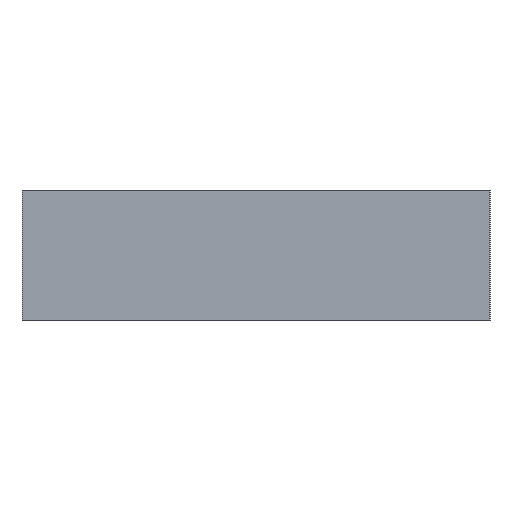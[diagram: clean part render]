
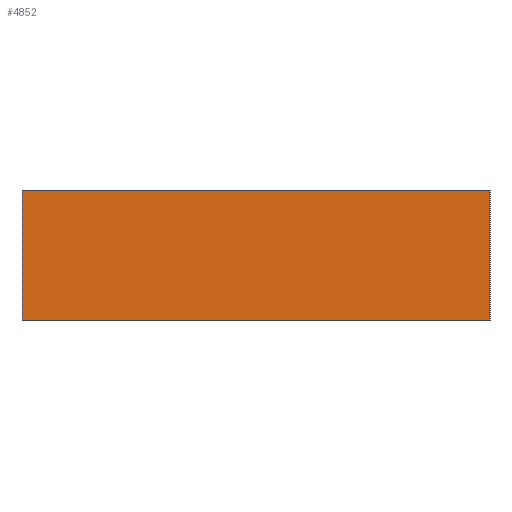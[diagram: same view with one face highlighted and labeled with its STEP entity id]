
A CAD part, left-side view. The second image highlights one B-rep face of the part: STEP entity #4852.
In plain terms, the highlighted planar face has unit normal (-1, 0, 0).
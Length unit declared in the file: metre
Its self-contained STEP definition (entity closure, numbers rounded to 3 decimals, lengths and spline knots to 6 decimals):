
#118=LINE('',#7157,#674);
#254=LINE('',#7527,#810);
#255=LINE('',#7530,#811);
#256=LINE('',#7531,#812);
#674=VECTOR('',#5695,1.);
#810=VECTOR('',#5947,1.);
#811=VECTOR('',#5948,1.);
#812=VECTOR('',#5949,1.);
#1456=ORIENTED_EDGE('',*,*,#2850,.F.);
#1457=ORIENTED_EDGE('',*,*,#2851,.F.);
#1458=ORIENTED_EDGE('',*,*,#2668,.T.);
#1459=ORIENTED_EDGE('',*,*,#2852,.T.);
#2668=EDGE_CURVE('',#3368,#3369,#118,.T.);
#2850=EDGE_CURVE('',#3544,#3545,#254,.T.);
#2851=EDGE_CURVE('',#3368,#3544,#255,.T.);
#2852=EDGE_CURVE('',#3369,#3545,#256,.T.);
#3368=VERTEX_POINT('',#7158);
#3369=VERTEX_POINT('',#7159);
#3544=VERTEX_POINT('',#7528);
#3545=VERTEX_POINT('',#7529);
#3971=EDGE_LOOP('',(#1456,#1457,#1458,#1459));
#4325=FACE_BOUND('',#3971,.T.);
#4632=PLANE('',#5241);
#4852=ADVANCED_FACE('',(#4325),#4632,.T.);
#5241=AXIS2_PLACEMENT_3D('',#7526,#5945,#5946);
#5695=DIRECTION('',(0.,1.,0.));
#5945=DIRECTION('',(-1.,0.,0.));
#5946=DIRECTION('',(0.,0.,1.));
#5947=DIRECTION('',(0.,1.,0.));
#5948=DIRECTION('',(0.,0.,-1.));
#5949=DIRECTION('',(0.,0.,-1.));
#7157=CARTESIAN_POINT('',(0.,0.045,0.025));
#7158=CARTESIAN_POINT('',(0.,0.,0.025));
#7159=CARTESIAN_POINT('',(0.,0.09,0.025));
#7526=CARTESIAN_POINT('',(0.,0.045,0.025));
#7527=CARTESIAN_POINT('',(0.,0.045,0.));
#7528=CARTESIAN_POINT('',(0.,0.,0.));
#7529=CARTESIAN_POINT('',(0.,0.09,0.));
#7530=CARTESIAN_POINT('',(0.,0.,0.025));
#7531=CARTESIAN_POINT('',(0.,0.09,0.025));
